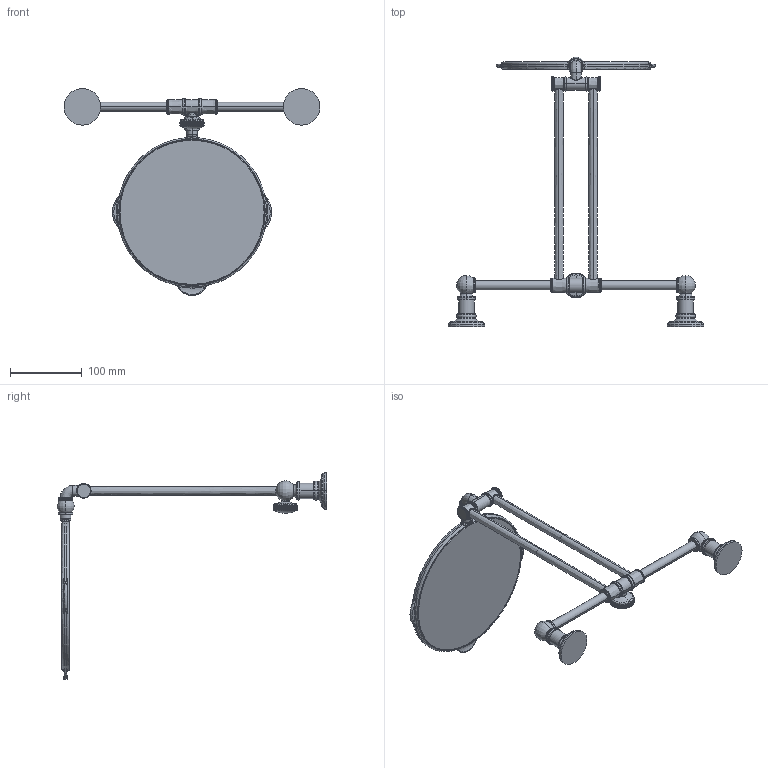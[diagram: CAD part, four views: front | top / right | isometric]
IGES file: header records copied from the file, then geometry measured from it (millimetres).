
Start section:  PTC IGES file: 4544.igs
Global section: file name: 4544.igs; native system: Creo Parametric by PTC Inc.; preprocessor: 2018400; author: jinson.thomas; organization: Unknown; date: 20210622.113546; units: inch
Bounding box: 355.6 x 374.97 x 287.42 mm (x, y, z)
Volume: 531530.7 mm3; surface area: 209630 mm2
Topology: 2 solids, 2 shells, 1797 faces, 4751 edges, 2810 vertices
Faces by surface type: bspline 1002, revolution 795
